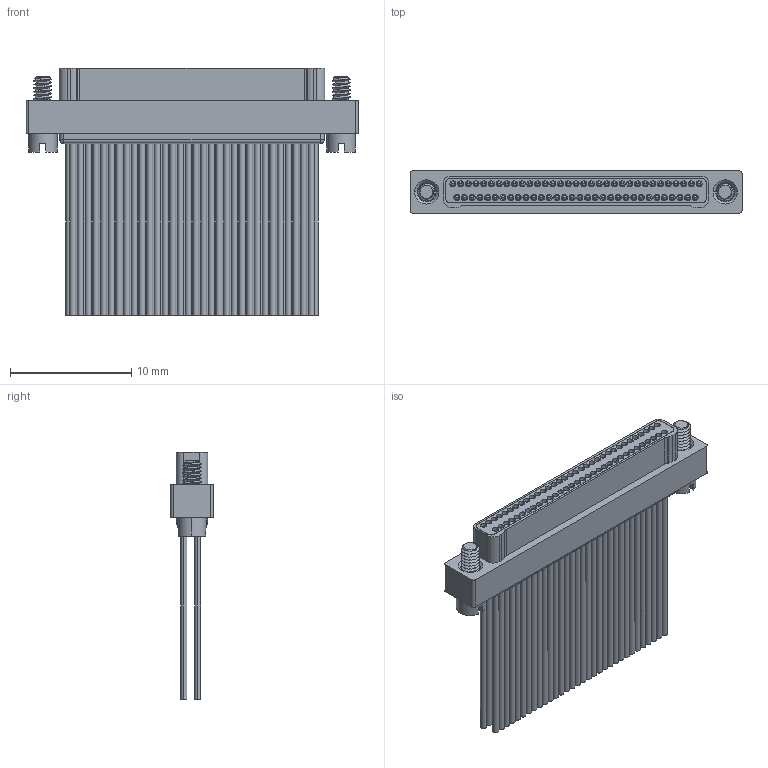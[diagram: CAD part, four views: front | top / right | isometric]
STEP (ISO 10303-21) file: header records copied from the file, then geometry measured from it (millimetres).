
FILE_DESCRIPTION((''),'2;1');
FILE_NAME('FWND0-S0650310-002','2024-11-05T',('gongcheng6'),(''),'PRO/ENGINEER BY PARAMETRIC TECHNOLOGY CORPORATION, 2010280','PRO/ENGINEER BY PARAMETRIC TECHNOLOGY CORPORATION, 2010280','');
FILE_SCHEMA(('CONFIG_CONTROL_DESIGN'));
Length unit declared in the file: millimetre
Products named in the file (1): FWND0-S0650310-002
Bounding box: 27.41 x 3.48 x 20.4 mm (x, y, z)
Volume: 615.3 mm3; surface area: 2507.1 mm2
Topology: 1 solids, 1 shells, 801 faces, 1834 edges, 1105 vertices
Faces by surface type: cylinder 482, plane 171, sphere 134, cone 10, bspline 4
Entity records: 29948 total; most frequent: CARTESIAN_POINT 11862, DIRECTION 4158, ORIENTED_EDGE 3400, AXIS2_PLACEMENT_3D 1793, EDGE_CURVE 1700, VERTEX_POINT 1105, EDGE_LOOP 1005, CIRCLE 996
